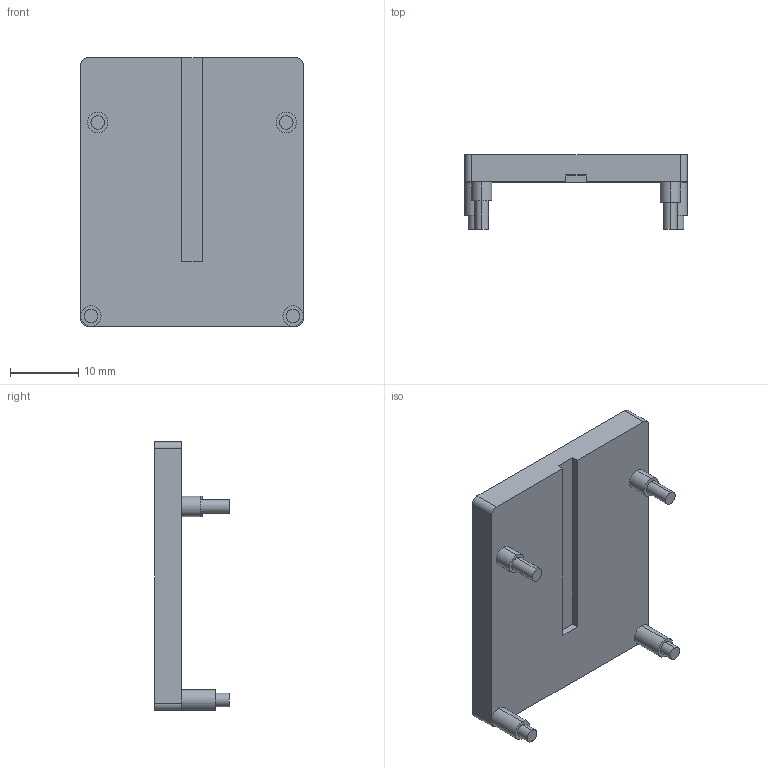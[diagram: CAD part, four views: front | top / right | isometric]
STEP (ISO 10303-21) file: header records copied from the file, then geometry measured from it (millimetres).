
FILE_DESCRIPTION (( 'STEP AP203' ), '1' );
FILE_NAME ('Cubierta Frontal.STEP', '2024-05-02T19:23:16', ( '' ), ( '' ), 'SwSTEP 2.0', 'SolidWorks 2023', '' );
FILE_SCHEMA (( 'CONFIG_CONTROL_DESIGN' ));
Length unit declared in the file: millimetre
Products named in the file (1): Cubierta Frontal
Bounding box: 32.71 x 11 x 39.45 mm (x, y, z)
Volume: 5217.8 mm3; surface area: 3434.2 mm2
Topology: 1 solids, 1 shells, 40 faces, 90 edges, 58 vertices
Faces by surface type: cylinder 20, plane 20
Entity records: 1205 total; most frequent: DIRECTION 214, CARTESIAN_POINT 189, ORIENTED_EDGE 180, EDGE_CURVE 90, AXIS2_PLACEMENT_3D 83, VERTEX_POINT 58, VECTOR 48, LINE 48
